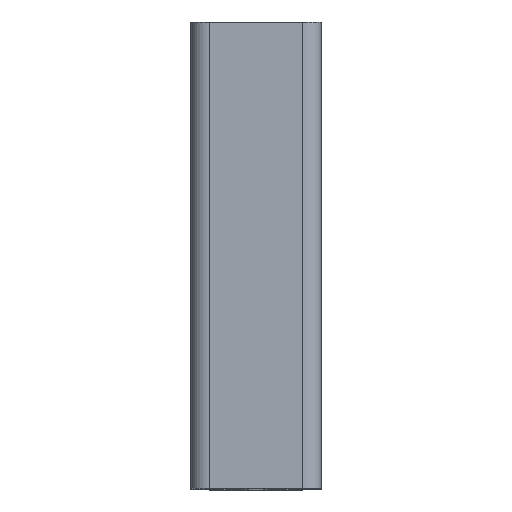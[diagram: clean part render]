
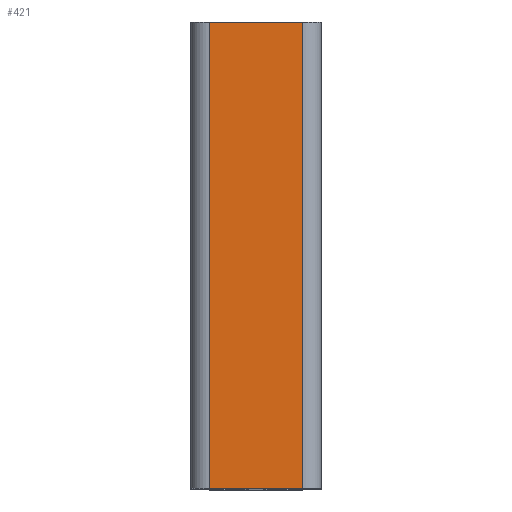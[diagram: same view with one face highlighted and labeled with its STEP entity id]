
A CAD part, top view. The second image highlights one B-rep face of the part: STEP entity #421.
In plain terms, the highlighted planar face has unit normal (0, 0, 1).
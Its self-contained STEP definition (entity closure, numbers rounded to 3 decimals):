
#421 = ADVANCED_FACE( '', ( #905 ), #906, .T. );
#905 = FACE_OUTER_BOUND( '', #1428, .T. );
#906 = PLANE( '', #1429 );
#1428 = EDGE_LOOP( '', ( #2808, #2809, #2810, #2811 ) );
#1429 = AXIS2_PLACEMENT_3D( '', #2812, #2813, #2814 );
#2808 = ORIENTED_EDGE( '', *, *, #3330, .F. );
#2809 = ORIENTED_EDGE( '', *, *, #3354, .F. );
#2810 = ORIENTED_EDGE( '', *, *, #3653, .T. );
#2811 = ORIENTED_EDGE( '', *, *, #3360, .T. );
#2812 = CARTESIAN_POINT( '', ( 10., 100., 100. ) );
#2813 = DIRECTION( '', ( 0., 0., 1. ) );
#2814 = DIRECTION( '', ( 0., -1., 0. ) );
#3330 = EDGE_CURVE( '', #4126, #3825, #4128, .T. );
#3354 = EDGE_CURVE( '', #4162, #4126, #4164, .T. );
#3360 = EDGE_CURVE( '', #4172, #3825, #4173, .T. );
#3653 = EDGE_CURVE( '', #4162, #4172, #4588, .T. );
#3825 = VERTEX_POINT( '', #4784 );
#4126 = VERTEX_POINT( '', #5142 );
#4128 = LINE( '', #5144, #5145 );
#4162 = VERTEX_POINT( '', #5193 );
#4164 = LINE( '', #5195, #5196 );
#4172 = VERTEX_POINT( '', #5207 );
#4173 = LINE( '', #5208, #5209 );
#4588 = LINE( '', #5769, #5770 );
#4784 = CARTESIAN_POINT( '', ( -10., 0., 100. ) );
#5142 = CARTESIAN_POINT( '', ( 10., 0., 100. ) );
#5144 = CARTESIAN_POINT( '', ( 10., 0., 100. ) );
#5145 = VECTOR( '', #6358, 1000. );
#5193 = CARTESIAN_POINT( '', ( 10., 100., 100. ) );
#5195 = CARTESIAN_POINT( '', ( 10., 100., 100. ) );
#5196 = VECTOR( '', #6382, 1000. );
#5207 = CARTESIAN_POINT( '', ( -10., 100., 100. ) );
#5208 = CARTESIAN_POINT( '', ( -10., 100., 100. ) );
#5209 = VECTOR( '', #6386, 1000. );
#5769 = CARTESIAN_POINT( '', ( 10., 100., 100. ) );
#5770 = VECTOR( '', #6712, 1000. );
#6358 = DIRECTION( '', ( -1., 0., 0. ) );
#6382 = DIRECTION( '', ( 0., -1., 0. ) );
#6386 = DIRECTION( '', ( 0., -1., 0. ) );
#6712 = DIRECTION( '', ( -1., 0., 0. ) );
